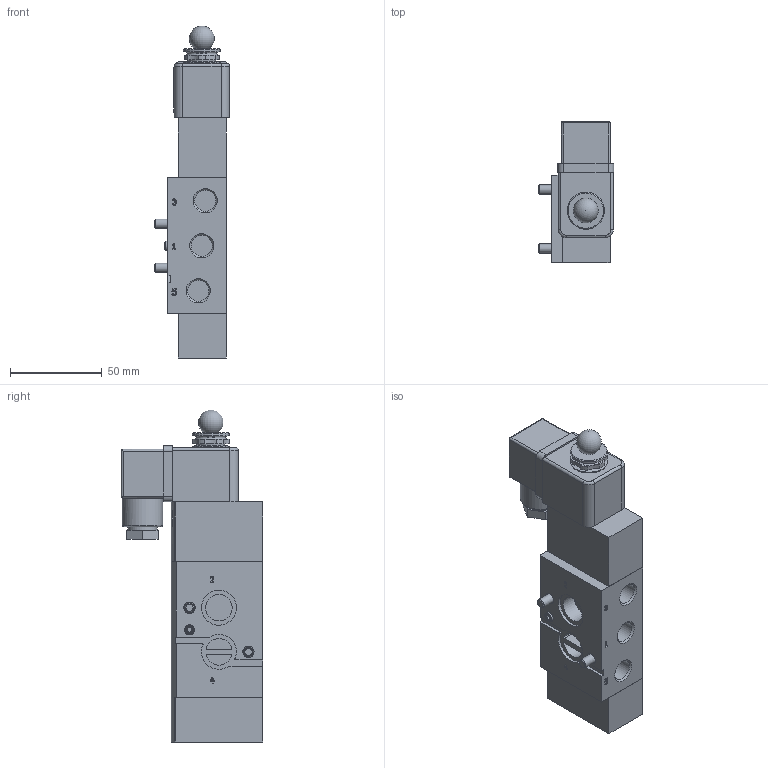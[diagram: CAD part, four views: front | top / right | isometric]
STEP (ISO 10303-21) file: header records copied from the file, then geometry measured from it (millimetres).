
FILE_DESCRIPTION(/* description */ ('STEP AP214'),/* implementation_level */ '2;1');
FILE_NAME(/* name */ '8078399_VSNC-FC-M52-MD-G14-FN-3AA1_G',/* time_stamp */ '2024-09-17T04:39:31+02:00',/* author */ ('License CC BY-ND 4.0'),/* organization */ ('CADENAS'),/* preprocessor_version */ 'ST-DEVELOPER v19.3',/* originating_system */ 'PARTsolutions',/* authorisation */ ' ');
FILE_SCHEMA (('AUTOMOTIVE_DESIGN {1 0 10303 214 3 1 1}'));
Length unit declared in the file: millimetre
Products named in the file (7): 8078399 VSNC-FC-M52-MD-G14-FN-3AA1+G; 8026033 VSNC-FC-M52-MD-G14-FN-3AA1+G---(geh); DIN-913 - M5x10; DIN-912 - M5x33.5(F); 8029093 VACN-N-A1-3A_p; 706918 M8X0,75; 539709 MSSD-C-M16---(180)
Assembly tree (7 placements, depth 2):
  8078399 VSNC-FC-M52-MD-G14-FN-3AA1+G
    8026033 VSNC-FC-M52-MD-G14-FN-3AA1+G---(geh)
    DIN-913 - M5x10
    DIN-912 - M5x33.5(F)  x2
    8029093 VACN-N-A1-3A_p
    706918 M8X0,75
    539709 MSSD-C-M16---(180)
Bounding box: 41 x 76.9 x 180.48 mm (x, y, z)
Volume: 235941.2 mm3; surface area: 48880.7 mm2
Topology: 7 solids, 7 shells, 586 faces, 1390 edges, 895 vertices
Faces by surface type: plane 344, cylinder 155, cone 74, torus 13
Full cylindrical faces by diameter (mm): 1 x10, 1.65 x3, 2.1 x8, 2.459 x1, 3 x1, 3.5 x1, 4.134 x1, 5 x3, 5.5 x3, 6 x1, 6.9 x1, 7.188 x1, 8 x2, 8.5 x2, 9 x1, 9.2 x1, 10 x2, 10.3 x1, 10.4 x1, 11.445 x3, 13.4 x1, 14.4 x1, 16 x2, 19 x1, 20.2 x2, 22 x2
Entity records: 18687 total; most frequent: CARTESIAN_POINT 3198, DIRECTION 2634, ORIENTED_EDGE 2428, EDGE_CURVE 1214, AXIS2_PLACEMENT_3D 986, VERTEX_POINT 841, FACE_BOUND 763, EDGE_LOOP 759
